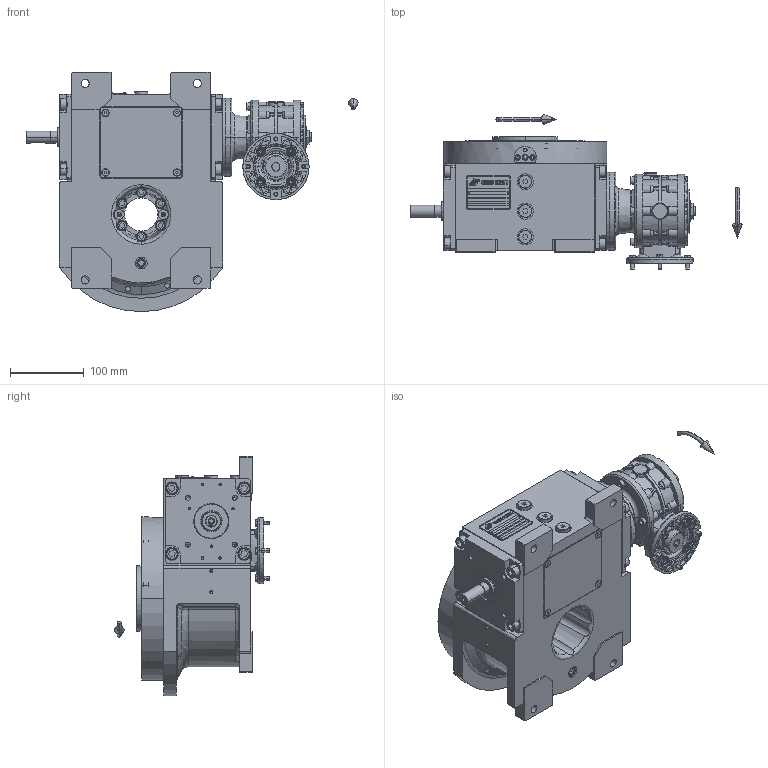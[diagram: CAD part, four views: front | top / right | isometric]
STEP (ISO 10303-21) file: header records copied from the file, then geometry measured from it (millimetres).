
FILE_DESCRIPTION (( 'STEP AP203' ), '1' );
FILE_NAME ('PC5100441.step', '2024-08-26T10:53:10', ( '' ), ( '' ), 'SwSTEP 2.0', 'SolidWorks 2020', '' );
FILE_SCHEMA (( 'CONFIG_CONTROL_DESIGN' ));
Length unit declared in the file: millimetre
Products named in the file (81): rig06_016; AS_900_38_30_003; cfn2000_01_103; AS_rig06_004_s_001; cfn2155_01_303; cfn2107_01_001; cfn2155_01_056; freccia_angolare_albero; cfn2003_01_054; cfn2000_01_124; AS_rig06_002_bl_003; cfn2158_01_011; cfn2000_01_126; cfn2151_01_090; cfn2276_01_074; rig06_071_08_m_asm.stp; AS_rig06_071_8_m; AS_cfn2476_01_002_60x46; CFN2356_03_047.stp; cfn2128_04_004; rig06_003_8; cfn2115_02_182; cfn2000_01_161; CFN2010_02_002.stp; cfn2070_05_005; CFN2223_01-570X6-B.stp; 9004_2512; CFN2203_02_001.stp; cfn2151_01_109; CFN2000_01_185.stp; RIG06_021_AF0.stp; 900_38_30_003; cfn2151_01_290; cfn2115_02_165; rig06_007_master; rig06_002_bl_003; AS_rig06_016; rig06_001_a; cfn2128_19_002; AS_rig06_004 ...
Assembly tree (73 placements, depth 5):
  cfn2151_01_090
  cfn2276_01_074
  CFN2356_03_047.stp
  CFN2223_01-570X6-B.stp
  CFN2203_02_001.stp
Bounding box: 451 x 210.5 x 325 mm (x, y, z)
Volume: 2827118.4 mm3; surface area: 916254.8 mm2
Topology: 64 solids, 64 shells, 3256 faces, 8257 edges, 5296 vertices
Faces by surface type: plane 1519, cylinder 1112, cone 455, torus 141, bspline 23, sphere 6
Entity records: 114622 total; most frequent: CARTESIAN_POINT 29618, DIRECTION 16252, ORIENTED_EDGE 15762, EDGE_CURVE 7881, AXIS2_PLACEMENT_3D 5918, VERTEX_POINT 5115, LINE 4416, VECTOR 4416
